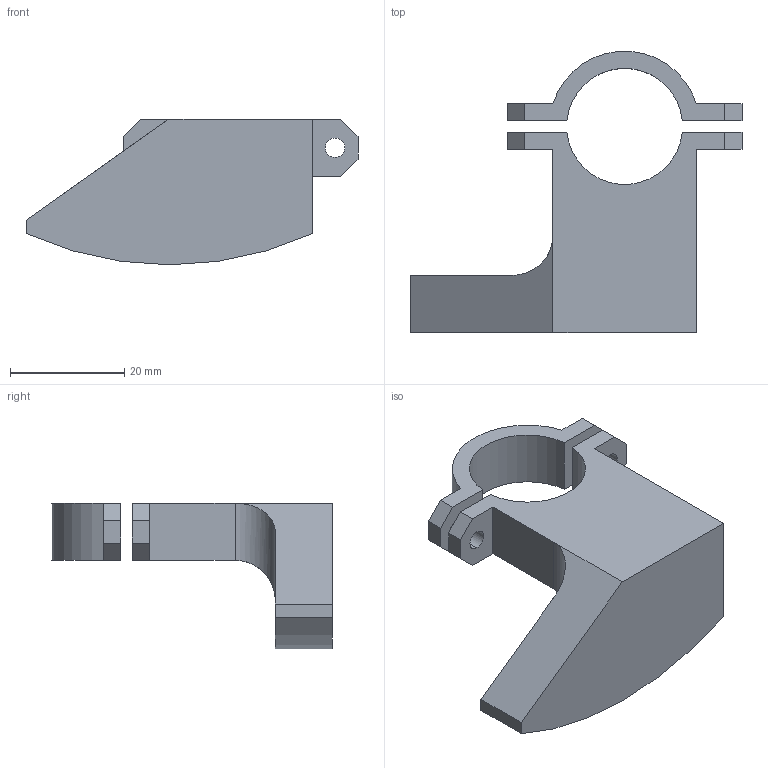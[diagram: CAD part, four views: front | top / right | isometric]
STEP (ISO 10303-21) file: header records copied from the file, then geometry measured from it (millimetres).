
FILE_DESCRIPTION (( 'STEP AP203' ), '1' );
FILE_NAME ('masterShaft_Clamp_Striker.STEP', '2025-08-14T20:25:28', ( '' ), ( '' ), 'SwSTEP 2.0', 'SolidWorks 2019', '' );
FILE_SCHEMA (( 'CONFIG_CONTROL_DESIGN' ));
Length unit declared in the file: millimetre
Products named in the file (1): masterShaft_Clamp_Striker
Bounding box: 58.05 x 49.1 x 25.47 mm (x, y, z)
Volume: 16646.5 mm3; surface area: 6431.1 mm2
Topology: 2 solids, 2 shells, 44 faces, 118 edges, 78 vertices
Faces by surface type: plane 30, cylinder 14
Entity records: 1462 total; most frequent: CARTESIAN_POINT 247, ORIENTED_EDGE 236, DIRECTION 231, EDGE_CURVE 118, LINE 91, VECTOR 91, VERTEX_POINT 78, AXIS2_PLACEMENT_3D 70
